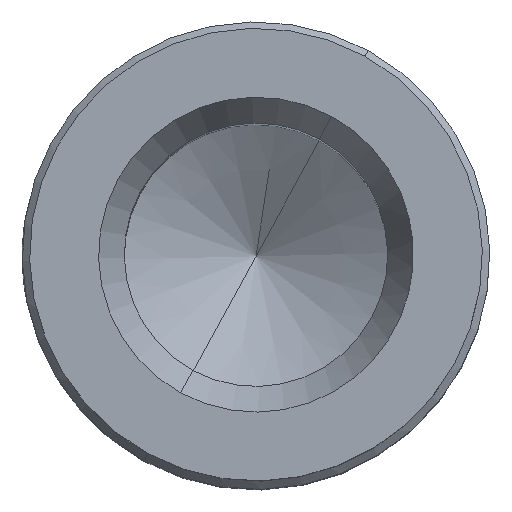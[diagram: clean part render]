
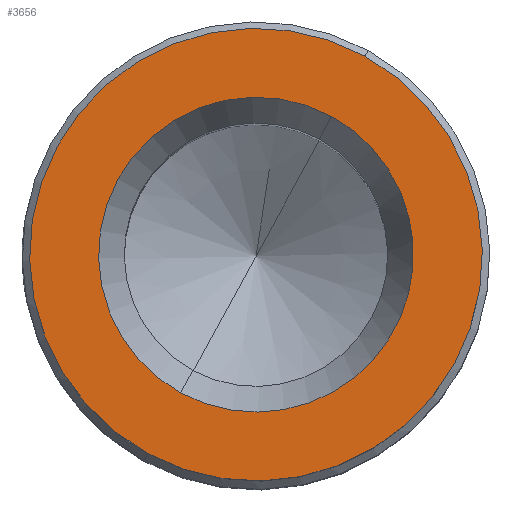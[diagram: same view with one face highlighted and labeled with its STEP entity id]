
A CAD part, top view. The second image highlights one B-rep face of the part: STEP entity #3656.
In plain terms, the highlighted planar face has unit normal (0, 0, 1).
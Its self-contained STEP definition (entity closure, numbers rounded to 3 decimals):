
#3500=AXIS2_PLACEMENT_3D('Circle Axis2P3D',#3498,#3499,$) ;
#3583=AXIS2_PLACEMENT_3D('Circle Axis2P3D',#3581,#3582,$) ;
#3607=AXIS2_PLACEMENT_3D('Circle Axis2P3D',#3605,#3606,$) ;
#3620=AXIS2_PLACEMENT_3D('Plane Axis2P3D',#3617,#3618,#3619) ;
#3498=CARTESIAN_POINT('Axis2P3D Location',(3.15,3.15,28.25)) ;
#3502=CARTESIAN_POINT('Vertex',(2.133,1.288,28.25)) ;
#3504=CARTESIAN_POINT('Vertex',(4.167,5.012,28.25)) ;
#3578=CARTESIAN_POINT('Vertex',(4.612,5.827,28.25)) ;
#3581=CARTESIAN_POINT('Axis2P3D Location',(3.15,3.15,28.25)) ;
#3585=CARTESIAN_POINT('Vertex',(1.688,0.473,28.25)) ;
#3605=CARTESIAN_POINT('Axis2P3D Location',(3.15,3.15,28.25)) ;
#3617=CARTESIAN_POINT('Axis2P3D Location',(3.15,1.029,28.25)) ;
#3627=CARTESIAN_POINT('Control Point',(2.133,1.288,28.25)) ;
#3628=CARTESIAN_POINT('Control Point',(2.321,1.186,28.25)) ;
#3629=CARTESIAN_POINT('Control Point',(2.522,1.107,28.25)) ;
#3630=CARTESIAN_POINT('Control Point',(2.731,1.054,28.25)) ;
#3631=CARTESIAN_POINT('Control Point',(3.16,1.002,28.25)) ;
#3632=CARTESIAN_POINT('Control Point',(3.588,1.058,28.25)) ;
#3633=CARTESIAN_POINT('Control Point',(3.797,1.113,28.25)) ;
#3634=CARTESIAN_POINT('Control Point',(4.197,1.274,28.25)) ;
#3635=CARTESIAN_POINT('Control Point',(4.545,1.53,28.25)) ;
#3636=CARTESIAN_POINT('Control Point',(4.701,1.679,28.25)) ;
#3637=CARTESIAN_POINT('Control Point',(4.973,2.014,28.25)) ;
#3638=CARTESIAN_POINT('Control Point',(5.154,2.406,28.25)) ;
#3639=CARTESIAN_POINT('Control Point',(5.219,2.612,28.25)) ;
#3640=CARTESIAN_POINT('Control Point',(5.295,3.037,28.25)) ;
#3641=CARTESIAN_POINT('Control Point',(5.264,3.467,28.25)) ;
#3642=CARTESIAN_POINT('Control Point',(5.221,3.679,28.25)) ;
#3643=CARTESIAN_POINT('Control Point',(5.083,4.088,28.25)) ;
#3644=CARTESIAN_POINT('Control Point',(4.847,4.45,28.25)) ;
#3645=CARTESIAN_POINT('Control Point',(4.707,4.615,28.25)) ;
#3646=CARTESIAN_POINT('Control Point',(4.512,4.793,28.25)) ;
#3647=CARTESIAN_POINT('Control Point',(4.293,4.938,28.25)) ;
#3648=CARTESIAN_POINT('Control Point',(4.252,4.964,28.25)) ;
#3649=CARTESIAN_POINT('Control Point',(4.21,4.988,28.25)) ;
#3650=CARTESIAN_POINT('Control Point',(4.167,5.012,28.25)) ;
#3499=DIRECTION('Axis2P3D Direction',(0.,0.,1.)) ;
#3582=DIRECTION('Axis2P3D Direction',(0.,0.,-1.)) ;
#3606=DIRECTION('Axis2P3D Direction',(0.,0.,-1.)) ;
#3618=DIRECTION('Axis2P3D Direction',(0.,0.,-1.)) ;
#3619=DIRECTION('Axis2P3D XDirection',(1.,0.,0.)) ;
#3623=ORIENTED_EDGE('',*,*,#3609,.F.) ;
#3624=ORIENTED_EDGE('',*,*,#3587,.F.) ;
#3653=ORIENTED_EDGE('',*,*,#3651,.T.) ;
#3654=ORIENTED_EDGE('',*,*,#3506,.T.) ;
#3655=FACE_BOUND('',#3652,.T.) ;
#3656=ADVANCED_FACE('Hauptkoerper',(#3625,#3655),#3621,.F.) ;
#3626=B_SPLINE_CURVE_WITH_KNOTS('',5,(#3627,#3628,#3629,#3630,#3631,#3632,#3633,#3634,#3635,#3636,#3637,#3638,#3639,#3640,#3641,#3642,#3643,#3644,#3645,#3646,#3647,#3648,#3649,#3650),.UNSPECIFIED.,.F.,.U.,(6,3,3,3,3,3,3,6),(0.,1.518,3.035,4.553,6.07,7.588,9.105,9.449),.UNSPECIFIED.) ;
#3501=CIRCLE('generated circle',#3500,2.121) ;
#3584=CIRCLE('generated circle',#3583,3.05) ;
#3608=CIRCLE('generated circle',#3607,3.05) ;
#3506=EDGE_CURVE('',#3503,#3505,#3501,.F.) ;
#3587=EDGE_CURVE('',#3579,#3586,#3584,.T.) ;
#3609=EDGE_CURVE('',#3586,#3579,#3608,.T.) ;
#3651=EDGE_CURVE('',#3505,#3503,#3626,.F.) ;
#3622=EDGE_LOOP('',(#3623,#3624)) ;
#3652=EDGE_LOOP('',(#3653,#3654)) ;
#3625=FACE_OUTER_BOUND('',#3622,.T.) ;
#3621=PLANE('',#3620) ;
#3503=VERTEX_POINT('',#3502) ;
#3505=VERTEX_POINT('',#3504) ;
#3579=VERTEX_POINT('',#3578) ;
#3586=VERTEX_POINT('',#3585) ;
